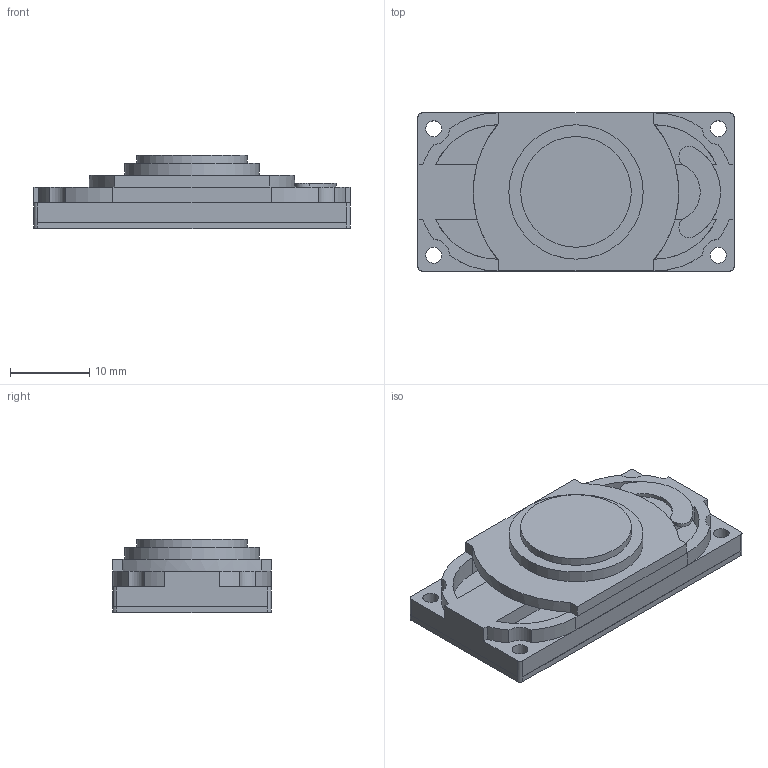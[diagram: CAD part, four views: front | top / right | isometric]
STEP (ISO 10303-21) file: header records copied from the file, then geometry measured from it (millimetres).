
FILE_DESCRIPTION(/* description */ ('Alibre Inc.'),/* implementation_level */ '2;1');
FILE_NAME(/* name */ 'export-C77C1EAE-4EA6-43CB-B2AA-68241BF01DA7',/* time_stamp */ '2018-12-22T07:55:14-06:00',/* author */ (''),/* organization */ (''),/* preprocessor_version */ 'ST-DEVELOPER v17',/* originating_system */ 'Alibre',/* authorisation */ '');
FILE_SCHEMA (('AUTOMOTIVE_DESIGN'));
Length unit declared in the file: millimetre
Bounding box: 40 x 20 x 9.25 mm (x, y, z)
Volume: 3279.2 mm3; surface area: 4241.2 mm2
Topology: 1 solids, 1 shells, 166 faces, 446 edges, 283 vertices
Faces by surface type: plane 83, cylinder 69, torus 12, bspline 2
Full cylindrical faces by diameter (mm): 2 x4, 11 x1, 13 x1, 14 x2, 17 x1
Entity records: 5221 total; most frequent: CARTESIAN_POINT 1239, ORIENTED_EDGE 870, DIRECTION 753, EDGE_CURVE 435, AXIS2_PLACEMENT_3D 300, VERTEX_POINT 281, VECTOR 232, LINE 232
